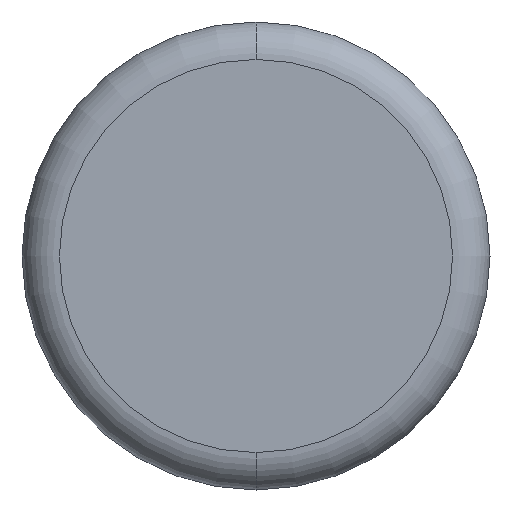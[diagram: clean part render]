
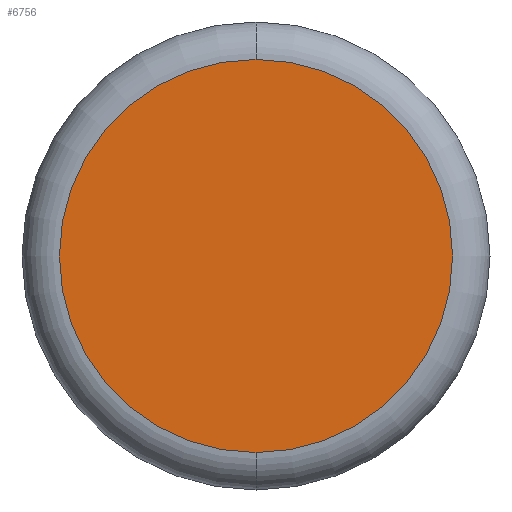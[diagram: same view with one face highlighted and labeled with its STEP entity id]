
A CAD part, front view. The second image highlights one B-rep face of the part: STEP entity #6756.
In plain terms, the highlighted planar face has unit normal (0, -1, 0).
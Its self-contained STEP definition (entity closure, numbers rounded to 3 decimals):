
#329 = CIRCLE ( 'NONE', #2799, 31.5 ) ;
#717 = EDGE_CURVE ( 'NONE', #6166, #9539, #329, .T. ) ;
#1694 = DIRECTION ( 'NONE',  ( 0., 1., 0. ) ) ;
#2112 = ORIENTED_EDGE ( 'NONE', *, *, #3290, .T. ) ;
#2285 = CIRCLE ( 'NONE', #8501, 31.5 ) ;
#2742 = PLANE ( 'NONE',  #14068 ) ;
#2799 = AXIS2_PLACEMENT_3D ( 'NONE', #13101, #6466, #14224 ) ;
#3290 = EDGE_CURVE ( 'NONE', #9539, #6166, #2285, .T. ) ;
#3484 = EDGE_LOOP ( 'NONE', ( #2112, #11110 ) ) ;
#6099 = CARTESIAN_POINT ( 'NONE',  ( -31.5, 3.194, 0. ) ) ;
#6166 = VERTEX_POINT ( 'NONE', #11399 ) ;
#6339 = CARTESIAN_POINT ( 'NONE',  ( 0., 3.194, 0. ) ) ;
#6466 = DIRECTION ( 'NONE',  ( 0., -1., 0. ) ) ;
#6756 = ADVANCED_FACE ( 'NONE', ( #9470 ), #2742, .F. ) ;
#7454 = DIRECTION ( 'NONE',  ( 0., 0., -1. ) ) ;
#8501 = AXIS2_PLACEMENT_3D ( 'NONE', #6339, #14096, #7454 ) ;
#9437 = DIRECTION ( 'NONE',  ( 0., 0., 1. ) ) ;
#9470 = FACE_OUTER_BOUND ( 'NONE', #3484, .T. ) ;
#9539 = VERTEX_POINT ( 'NONE', #12849 ) ;
#11110 = ORIENTED_EDGE ( 'NONE', *, *, #717, .T. ) ;
#11399 = CARTESIAN_POINT ( 'NONE',  ( 0., 3.194, 31.5 ) ) ;
#12849 = CARTESIAN_POINT ( 'NONE',  ( 0., 3.194, -31.5 ) ) ;
#13101 = CARTESIAN_POINT ( 'NONE',  ( 0., 3.194, 0. ) ) ;
#14068 = AXIS2_PLACEMENT_3D ( 'NONE', #6099, #1694, #9437 ) ;
#14096 = DIRECTION ( 'NONE',  ( 0., -1., 0. ) ) ;
#14224 = DIRECTION ( 'NONE',  ( 0., 0., -1. ) ) ;
